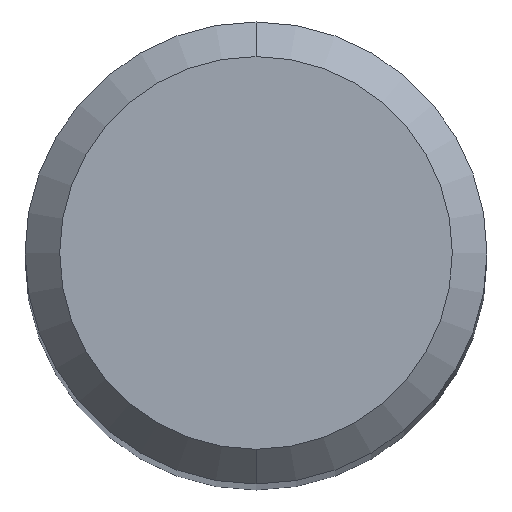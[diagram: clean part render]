
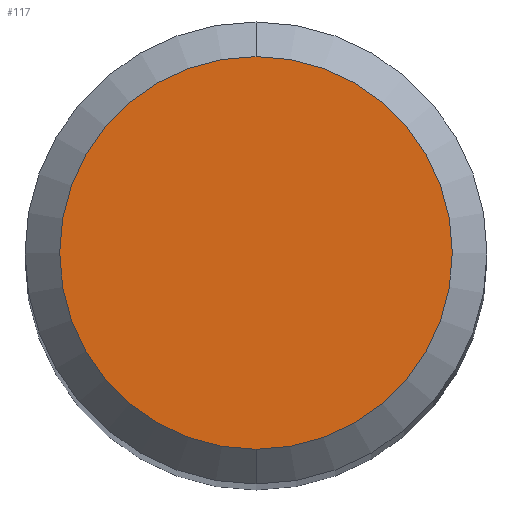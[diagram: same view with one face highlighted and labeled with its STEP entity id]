
A CAD part, top view. The second image highlights one B-rep face of the part: STEP entity #117.
In plain terms, the highlighted planar face has unit normal (0, 0, 1).
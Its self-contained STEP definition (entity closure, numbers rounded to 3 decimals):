
#117=ADVANCED_FACE('',(#269),#270,.T.);
#121=VERTEX_POINT('',#274);
#135=EDGE_CURVE('',#121,#181,#289,.T.);
#171=EDGE_CURVE('',#181,#121,#330,.T.);
#181=VERTEX_POINT('',#340);
#269=FACE_OUTER_BOUND('',#436,.T.);
#270=PLANE('',#437);
#274=CARTESIAN_POINT('',(0.0,1.7,0.0));
#289=CIRCLE('',#461,1.7);
#330=CIRCLE('',#516,1.7);
#340=CARTESIAN_POINT('',(0.,-1.7,0.0));
#436=EDGE_LOOP('',(#620,#621));
#437=AXIS2_PLACEMENT_3D('',#622,#623,#624);
#461=AXIS2_PLACEMENT_3D('',#634,#635,#636);
#516=AXIS2_PLACEMENT_3D('',#689,#690,#691);
#620=ORIENTED_EDGE('',*,*,#135,.F.);
#621=ORIENTED_EDGE('',*,*,#171,.F.);
#622=CARTESIAN_POINT('',(0.0,0.85,0.0));
#623=DIRECTION('',(-0.0,0.0,1.0));
#624=DIRECTION('',(0.0,-1.0,0.0));
#634=CARTESIAN_POINT('',(0.0,0.0,0.0));
#635=DIRECTION('',(0.0,0.0,-1.0));
#636=DIRECTION('',(0.0,1.0,0.0));
#689=CARTESIAN_POINT('',(0.0,0.0,0.0));
#690=DIRECTION('',(0.0,0.0,-1.0));
#691=DIRECTION('',(0.0,1.0,0.0));
